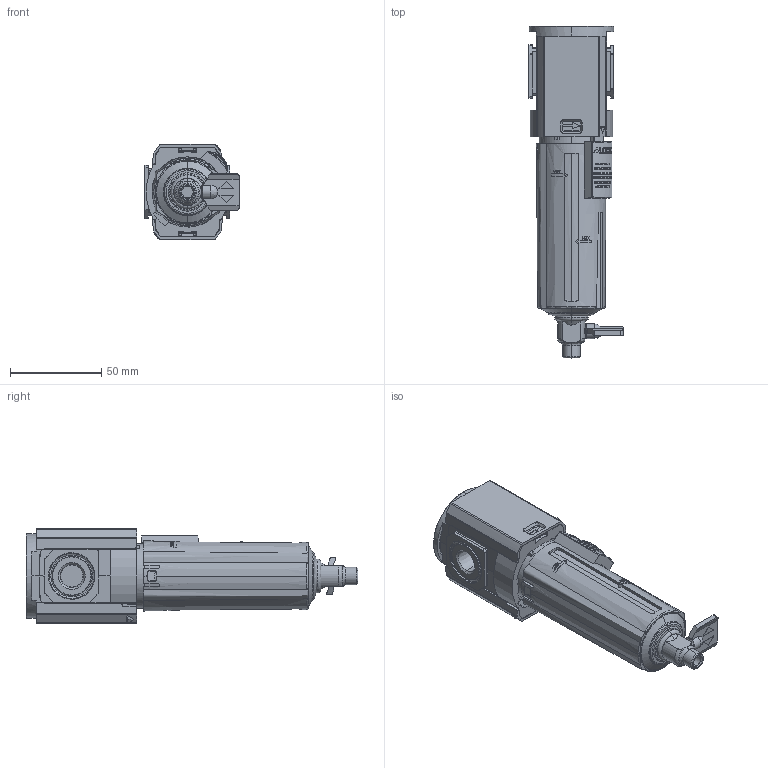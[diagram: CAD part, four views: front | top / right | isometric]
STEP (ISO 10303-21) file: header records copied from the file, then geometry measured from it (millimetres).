
FILE_DESCRIPTION (( 'STEP AP203' ), '1' );
FILE_NAME ('F82G-2AN-QP3.step', '2021-09-07T18:21:48', ( '' ), ( '' ), 'SwSTEP 2.0', 'SolidWorks 2021', '' );
FILE_SCHEMA (( 'CONFIG_CONTROL_DESIGN' ));
Length unit declared in the file: inch
Products named in the file (1): F82G-2AN-QP3
Bounding box: 51.48 x 181.59 x 52 mm (x, y, z)
Volume: 220679.2 mm3; surface area: 58696.9 mm2
Topology: 5 solids, 5 shells, 1149 faces, 3177 edges, 2086 vertices
Faces by surface type: plane 514, cylinder 403, bspline 126, cone 106
Entity records: 41813 total; most frequent: CARTESIAN_POINT 14455, ORIENTED_EDGE 6342, DIRECTION 4914, EDGE_CURVE 3171, VERTEX_POINT 2086, AXIS2_PLACEMENT_3D 1735, VECTOR 1444, LINE 1444
